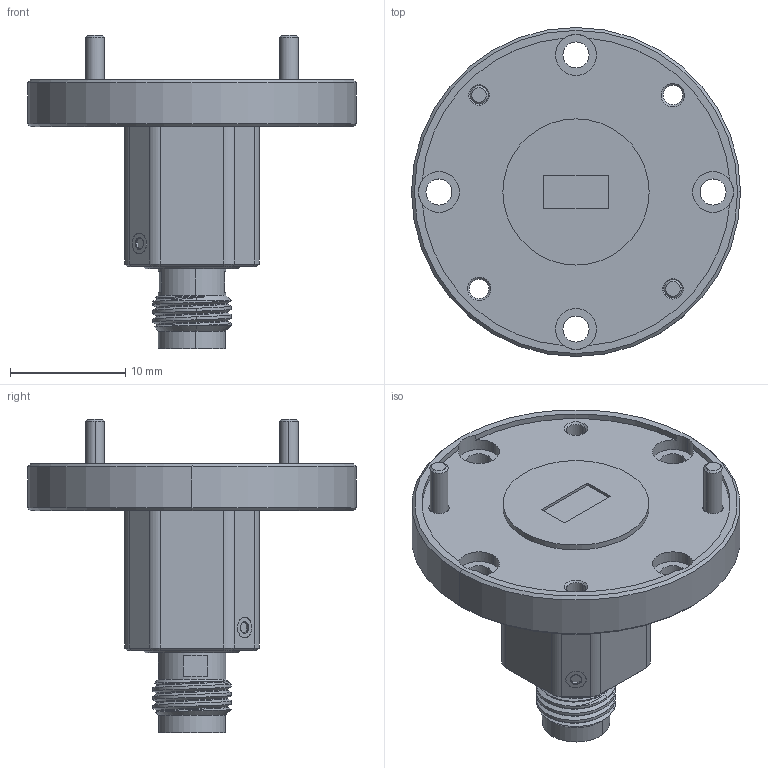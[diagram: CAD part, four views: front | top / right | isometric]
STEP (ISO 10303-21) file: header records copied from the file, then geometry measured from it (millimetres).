
FILE_DESCRIPTION (( 'STEP AP203' ), '1' );
FILE_NAME ('SWC-222F-E1.STEP', '2024-02-03T00:27:12', ( '' ), ( '' ), 'SwSTEP 2.0', 'SolidWorks 2021', '' );
FILE_SCHEMA (( 'CONFIG_CONTROL_DESIGN' ));
Length unit declared in the file: inch
Products named in the file (1): SWC-222F-E1
Bounding box: 28.57 x 28.57 x 27.24 mm (x, y, z)
Volume: 4011.5 mm3; surface area: 2587.4 mm2
Topology: 4 solids, 4 shells, 183 faces, 430 edges, 262 vertices
Faces by surface type: cylinder 72, plane 57, cone 52, bspline 2
Entity records: 5985 total; most frequent: CARTESIAN_POINT 1685, DIRECTION 928, ORIENTED_EDGE 852, EDGE_CURVE 426, AXIS2_PLACEMENT_3D 365, VERTEX_POINT 262, EDGE_LOOP 210, VECTOR 198
